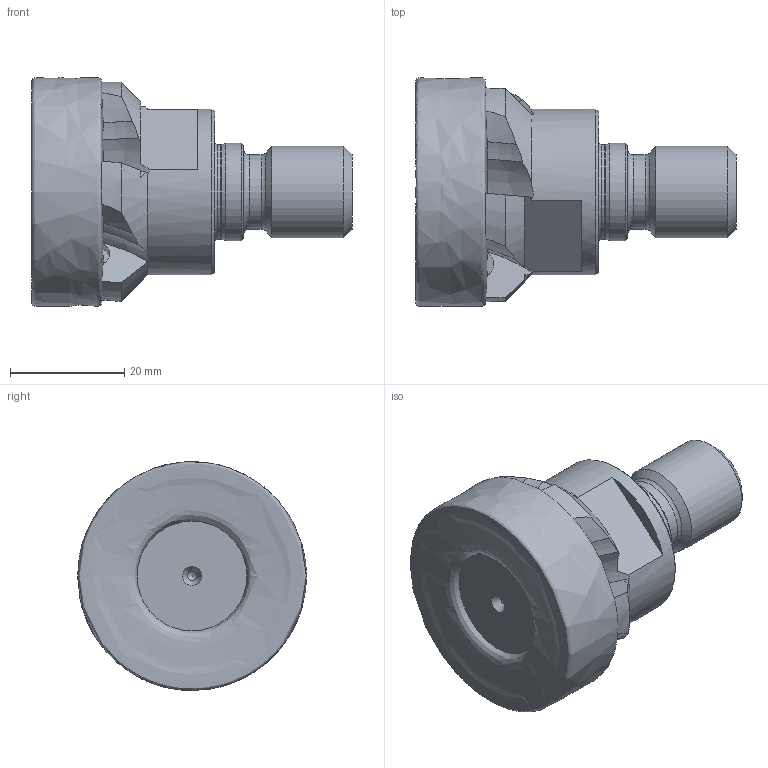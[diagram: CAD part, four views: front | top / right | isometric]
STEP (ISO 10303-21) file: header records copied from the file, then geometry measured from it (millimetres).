
FILE_DESCRIPTION (( 'STEP AP214' ), '1' );
FILE_NAME ('ESF-40-M16-77-5.STEP', '2013-08-27T12:47:36', ( '' ), ( '' ), 'SwSTEP 2.0', 'SolidWorks 2013', '' );
FILE_SCHEMA (( 'AUTOMOTIVE_DESIGN' ));
Length unit declared in the file: millimetre
Products named in the file (1): ESF-40-M16-77-5
Bounding box: 55.99 x 40.08 x 40.08 mm (x, y, z)
Volume: 31613.9 mm3; surface area: 8841.8 mm2
Topology: 1 solids, 1 shells, 106 faces, 319 edges, 207 vertices
Faces by surface type: plane 37, cylinder 32, cone 17, bspline 16, torus 4
Full cylindrical faces by diameter (mm): 1.6 x1, 2.1 x5, 4 x1, 13 x1, 16 x1, 16.6 x1, 17 x1, 29 x1
Entity records: 4542 total; most frequent: CARTESIAN_POINT 2128, ORIENTED_EDGE 556, DIRECTION 394, EDGE_CURVE 278, VERTEX_POINT 193, AXIS2_PLACEMENT_3D 175, EDGE_LOOP 135, FACE_OUTER_BOUND 123
